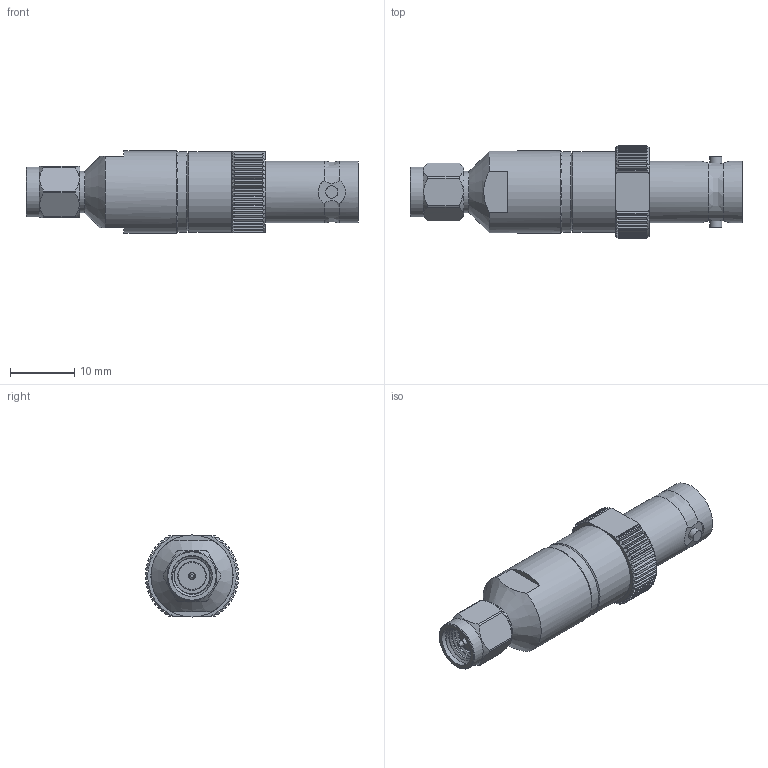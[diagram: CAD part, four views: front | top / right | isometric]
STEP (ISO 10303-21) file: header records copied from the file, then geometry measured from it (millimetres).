
FILE_DESCRIPTION (( 'STEP AP203' ), '1' );
FILE_NAME ('SI1560_3D.step', '2021-03-05T20:40:29', ( '' ), ( '' ), 'SwSTEP 2.0', 'SolidWorks 2020', '' );
FILE_SCHEMA (( 'CONFIG_CONTROL_DESIGN' ));
Length unit declared in the file: inch
Products named in the file (1): SI1560_3D
Bounding box: 51.65 x 14.49 x 12.78 mm (x, y, z)
Volume: 4393.4 mm3; surface area: 2678.9 mm2
Topology: 1 solids, 1 shells, 331 faces, 773 edges, 456 vertices
Faces by surface type: plane 140, cone 110, cylinder 75, bspline 6
Full cylindrical faces by diameter (mm): 0.94 x1, 1.194 x1, 1.27 x1, 1.778 x1, 1.905 x2, 4.445 x1, 6.35 x6, 6.425 x1, 7.762 x1, 8.255 x1, 9.601 x2, 12.598 x1, 12.782 x1
Entity records: 11411 total; most frequent: CARTESIAN_POINT 4448, ORIENTED_EDGE 1466, DIRECTION 1366, EDGE_CURVE 733, AXIS2_PLACEMENT_3D 581, VERTEX_POINT 447, EDGE_LOOP 362, FACE_OUTER_BOUND 341
